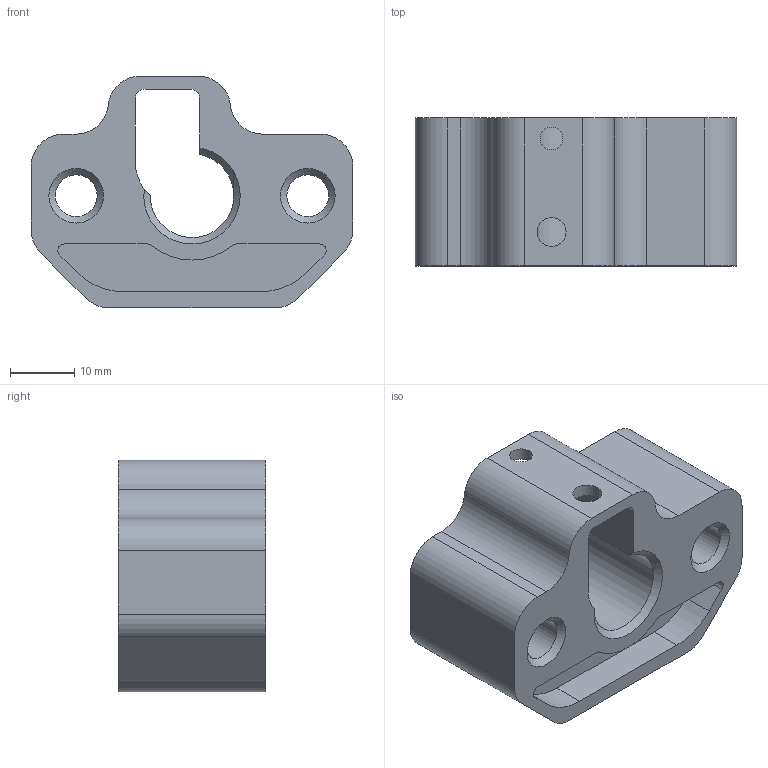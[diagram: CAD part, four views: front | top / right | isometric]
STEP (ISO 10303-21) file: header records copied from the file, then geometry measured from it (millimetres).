
FILE_DESCRIPTION(/* description */ ('Unknown'),/* implementation_level */ '2;1');
FILE_NAME(/* name */ 'Rail_mount_right',/* time_stamp */ '2024-05-11T20:44:52+02:00',/* author */ ('Unknown'),/* organization */ ('Unknown'),/* preprocessor_version */ 'ST-DEVELOPER v19.4',/* originating_system */ 'Solid Edge',/* authorisation */ 'Unknown');
FILE_SCHEMA (('AUTOMOTIVE_DESIGN {1 0 10303 214 3 1 1}'));
Length unit declared in the file: millimetre
Products named in the file (1): Rail_mount_right
Bounding box: 50 x 23 x 36 mm (x, y, z)
Volume: 22444.4 mm3; surface area: 8884.3 mm2
Topology: 1 solids, 1 shells, 114 faces, 302 edges, 202 vertices
Faces by surface type: plane 62, cylinder 32, bspline 12, cone 8
Full cylindrical faces by diameter (mm): 3.5 x1, 4.5 x1, 6.5 x2
Entity records: 4613 total; most frequent: CARTESIAN_POINT 1814, ORIENTED_EDGE 576, DIRECTION 536, EDGE_CURVE 288, VERTEX_POINT 198, LINE 182, VECTOR 182, AXIS2_PLACEMENT_3D 177
